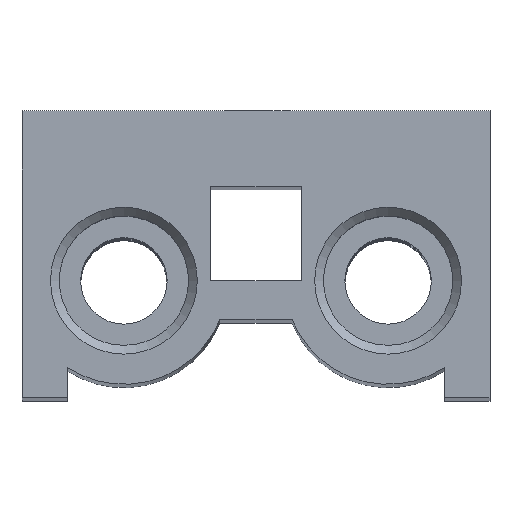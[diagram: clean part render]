
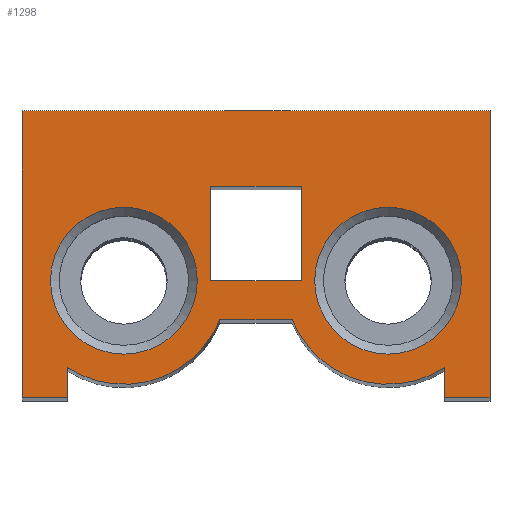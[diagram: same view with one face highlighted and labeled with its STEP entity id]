
A CAD part, top view. The second image highlights one B-rep face of the part: STEP entity #1298.
In plain terms, the highlighted planar face has unit normal (0, 0, 1).
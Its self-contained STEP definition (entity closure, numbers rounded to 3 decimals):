
#86=LINE('',#2048,#136);
#90=LINE('',#2056,#140);
#93=LINE('',#2062,#143);
#96=LINE('',#2068,#146);
#100=LINE('',#2084,#150);
#104=LINE('',#2096,#154);
#107=LINE('',#2102,#157);
#110=LINE('',#2113,#160);
#114=LINE('',#2121,#164);
#117=LINE('',#2131,#167);
#119=LINE('',#2134,#169);
#121=LINE('',#2137,#171);
#136=VECTOR('',#1631,1000.);
#140=VECTOR('',#1637,1000.);
#143=VECTOR('',#1642,1000.);
#146=VECTOR('',#1647,1000.);
#150=VECTOR('',#1663,1000.);
#154=VECTOR('',#1675,1000.);
#157=VECTOR('',#1680,1000.);
#160=VECTOR('',#1689,1000.);
#164=VECTOR('',#1695,1000.);
#167=VECTOR('',#1704,1000.);
#169=VECTOR('',#1708,1000.);
#171=VECTOR('',#1712,1000.);
#272=ORIENTED_EDGE('',*,*,#558,.T.);
#273=ORIENTED_EDGE('',*,*,#559,.T.);
#274=ORIENTED_EDGE('',*,*,#544,.F.);
#275=ORIENTED_EDGE('',*,*,#548,.F.);
#276=ORIENTED_EDGE('',*,*,#553,.F.);
#277=ORIENTED_EDGE('',*,*,#555,.F.);
#278=ORIENTED_EDGE('',*,*,#512,.T.);
#279=ORIENTED_EDGE('',*,*,#516,.T.);
#280=ORIENTED_EDGE('',*,*,#519,.T.);
#281=ORIENTED_EDGE('',*,*,#522,.T.);
#282=ORIENTED_EDGE('',*,*,#525,.T.);
#283=ORIENTED_EDGE('',*,*,#530,.T.);
#284=ORIENTED_EDGE('',*,*,#533,.T.);
#285=ORIENTED_EDGE('',*,*,#536,.T.);
#286=ORIENTED_EDGE('',*,*,#539,.T.);
#287=ORIENTED_EDGE('',*,*,#557,.T.);
#512=EDGE_CURVE('',#663,#662,#86,.T.);
#516=EDGE_CURVE('',#662,#665,#90,.T.);
#519=EDGE_CURVE('',#665,#667,#93,.T.);
#522=EDGE_CURVE('',#667,#669,#96,.T.);
#525=EDGE_CURVE('',#669,#671,#785,.T.);
#530=EDGE_CURVE('',#671,#675,#100,.T.);
#533=EDGE_CURVE('',#675,#677,#789,.T.);
#536=EDGE_CURVE('',#677,#679,#104,.T.);
#539=EDGE_CURVE('',#679,#681,#107,.T.);
#544=EDGE_CURVE('',#686,#687,#110,.T.);
#548=EDGE_CURVE('',#689,#686,#114,.T.);
#553=EDGE_CURVE('',#693,#689,#117,.T.);
#555=EDGE_CURVE('',#687,#693,#119,.T.);
#557=EDGE_CURVE('',#681,#663,#121,.T.);
#558=EDGE_CURVE('',#694,#694,#794,.T.);
#559=EDGE_CURVE('',#695,#695,#795,.T.);
#662=VERTEX_POINT('',#2047);
#663=VERTEX_POINT('',#2049);
#665=VERTEX_POINT('',#2055);
#667=VERTEX_POINT('',#2061);
#669=VERTEX_POINT('',#2067);
#671=VERTEX_POINT('',#2073);
#675=VERTEX_POINT('',#2083);
#677=VERTEX_POINT('',#2089);
#679=VERTEX_POINT('',#2095);
#681=VERTEX_POINT('',#2101);
#686=VERTEX_POINT('',#2112);
#687=VERTEX_POINT('',#2114);
#689=VERTEX_POINT('',#2120);
#693=VERTEX_POINT('',#2130);
#694=VERTEX_POINT('',#2140);
#695=VERTEX_POINT('',#2142);
#785=CIRCLE('',#1423,6.864);
#789=CIRCLE('',#1429,6.864);
#794=CIRCLE('',#1442,4.864);
#795=CIRCLE('',#1443,4.864);
#892=EDGE_LOOP('',(#272));
#893=EDGE_LOOP('',(#273));
#894=EDGE_LOOP('',(#274,#275,#276,#277));
#895=EDGE_LOOP('',(#278,#279,#280,#281,#282,#283,#284,#285,#286,#287));
#1090=FACE_BOUND('',#892,.T.);
#1091=FACE_BOUND('',#893,.T.);
#1092=FACE_BOUND('',#894,.T.);
#1093=FACE_BOUND('',#895,.T.);
#1254=PLANE('',#1441);
#1298=ADVANCED_FACE('',(#1090,#1091,#1092,#1093),#1254,.T.);
#1423=AXIS2_PLACEMENT_3D('',#2074,#1653,#1654);
#1429=AXIS2_PLACEMENT_3D('',#2090,#1669,#1670);
#1441=AXIS2_PLACEMENT_3D('',#2138,#1713,#1714);
#1442=AXIS2_PLACEMENT_3D('',#2139,#1715,#1716);
#1443=AXIS2_PLACEMENT_3D('',#2141,#1717,#1718);
#1631=DIRECTION('',(-1.,0.,0.));
#1637=DIRECTION('',(0.,-1.,0.));
#1642=DIRECTION('',(1.,0.,0.));
#1647=DIRECTION('',(0.,1.,0.));
#1653=DIRECTION('',(0.,0.,1.));
#1654=DIRECTION('',(1.,0.,0.));
#1663=DIRECTION('',(1.,0.,0.));
#1669=DIRECTION('',(0.,0.,1.));
#1670=DIRECTION('',(1.,0.,0.));
#1675=DIRECTION('',(0.,-1.,0.));
#1680=DIRECTION('',(1.,0.,0.));
#1689=DIRECTION('',(-1.,0.,0.));
#1695=DIRECTION('',(0.,1.,0.));
#1704=DIRECTION('',(1.,0.,0.));
#1708=DIRECTION('',(0.,-1.,0.));
#1712=DIRECTION('',(0.,1.,0.));
#1713=DIRECTION('',(0.,0.,1.));
#1714=DIRECTION('',(1.,0.,0.));
#1715=DIRECTION('',(0.,0.,-1.));
#1716=DIRECTION('',(-1.,0.,0.));
#1717=DIRECTION('',(0.,0.,-1.));
#1718=DIRECTION('',(-1.,0.,0.));
#2047=CARTESIAN_POINT('',(-15.5,19.,133.));
#2048=CARTESIAN_POINT('',(15.5,19.,133.));
#2049=CARTESIAN_POINT('',(15.5,19.,133.));
#2055=CARTESIAN_POINT('',(-15.5,0.,133.));
#2056=CARTESIAN_POINT('',(-15.5,19.,133.));
#2061=CARTESIAN_POINT('',(-12.5,0.,133.));
#2062=CARTESIAN_POINT('',(-15.5,0.,133.));
#2067=CARTESIAN_POINT('',(-12.5,2.001,133.));
#2068=CARTESIAN_POINT('',(-12.5,0.,133.));
#2073=CARTESIAN_POINT('',(-2.391,5.167,133.));
#2074=CARTESIAN_POINT('',(-8.75,7.75,133.));
#2083=CARTESIAN_POINT('',(2.391,5.167,133.));
#2084=CARTESIAN_POINT('',(-2.391,5.167,133.));
#2089=CARTESIAN_POINT('',(12.5,2.001,133.));
#2090=CARTESIAN_POINT('',(8.75,7.75,133.));
#2095=CARTESIAN_POINT('',(12.5,0.,133.));
#2096=CARTESIAN_POINT('',(12.5,2.001,133.));
#2101=CARTESIAN_POINT('',(15.5,0.,133.));
#2102=CARTESIAN_POINT('',(12.5,0.,133.));
#2112=CARTESIAN_POINT('',(3.,14.,133.));
#2113=CARTESIAN_POINT('',(3.,14.,133.));
#2114=CARTESIAN_POINT('',(-3.,14.,133.));
#2120=CARTESIAN_POINT('',(3.,7.75,133.));
#2121=CARTESIAN_POINT('',(3.,7.75,133.));
#2130=CARTESIAN_POINT('',(-3.,7.75,133.));
#2131=CARTESIAN_POINT('',(-3.,7.75,133.));
#2134=CARTESIAN_POINT('',(-3.,14.,133.));
#2137=CARTESIAN_POINT('',(15.5,0.,133.));
#2138=CARTESIAN_POINT('',(-8.75,7.75,133.));
#2139=CARTESIAN_POINT('',(-8.75,7.75,133.));
#2140=CARTESIAN_POINT('',(-13.614,7.75,133.));
#2141=CARTESIAN_POINT('',(8.75,7.75,133.));
#2142=CARTESIAN_POINT('',(3.886,7.75,133.));
